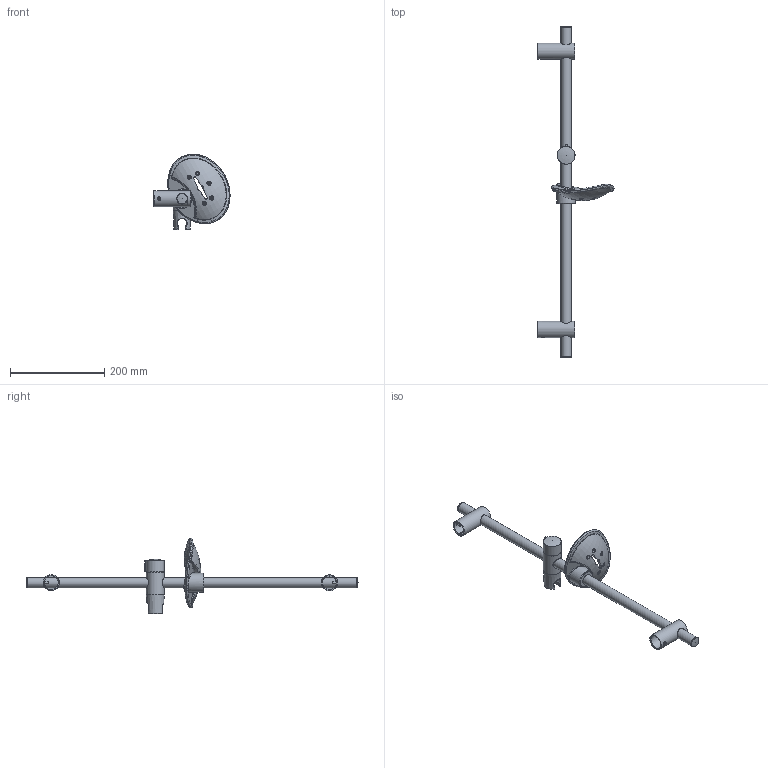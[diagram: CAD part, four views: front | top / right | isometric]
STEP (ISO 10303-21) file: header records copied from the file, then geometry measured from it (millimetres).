
FILE_DESCRIPTION (( 'STEP AP203' ), '1' );
FILE_NAME ('99ZP10638.STEP', '2025-01-23T05:46:22', ( '' ), ( '' ), 'SwSTEP 2.0', 'SolidWorks 2021', '' );
FILE_SCHEMA (( 'CONFIG_CONTROL_DESIGN' ));
Length unit declared in the file: millimetre
Products named in the file (1): 99ZP10638
Bounding box: 161.59 x 705 x 160.23 mm (x, y, z)
Volume: 527848.4 mm3; surface area: 150305.9 mm2
Topology: 8 solids, 8 shells, 278 faces, 647 edges, 402 vertices
Faces by surface type: bspline 123, plane 64, cylinder 61, torus 17, cone 9, sphere 4
Full cylindrical faces by diameter (mm): 3.9 x2, 8 x5, 21.656 x2, 22 x3, 22.3 x4, 22.5 x1, 23.4 x1, 34.5 x2, 35 x4, 38 x1, 40 x1
Entity records: 22688 total; most frequent: CARTESIAN_POINT 17815, ORIENTED_EDGE 1086, DIRECTION 665, EDGE_CURVE 543, EDGE_LOOP 383, VERTEX_POINT 370, FACE_OUTER_BOUND 333, B_SPLINE_CURVE_WITH_KNOTS 284
